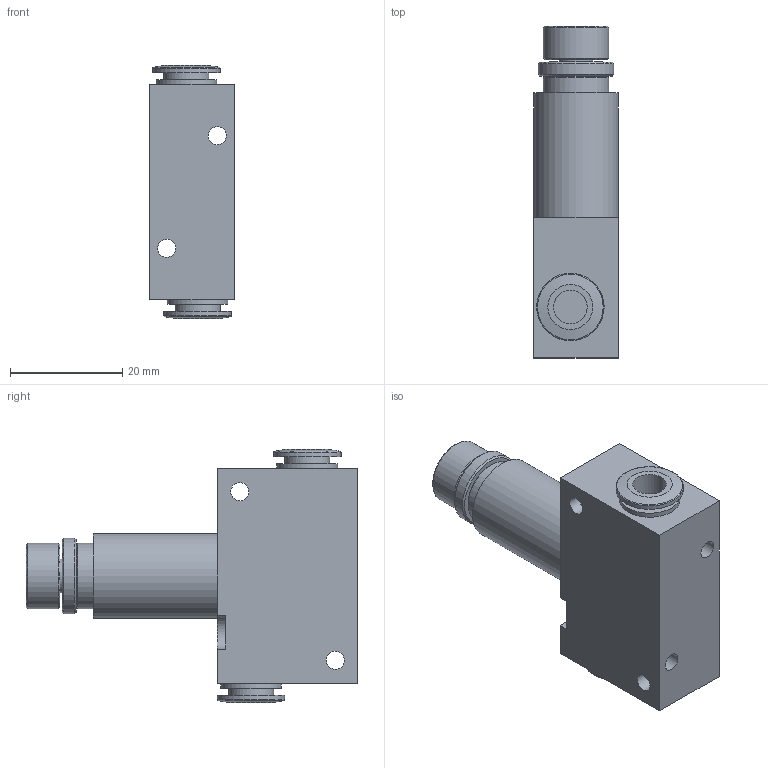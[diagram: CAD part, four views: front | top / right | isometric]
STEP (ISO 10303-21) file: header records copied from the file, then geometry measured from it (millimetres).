
FILE_DESCRIPTION( ( 'STEP AP214' ), ' ' );
FILE_NAME( '153541_LR-QS-6.stp', '2018-02-26T15:09:33', ( '' ), ( '' ), ' ', 'PARTsolutions', ' ' );
FILE_SCHEMA( ( 'AUTOMOTIVE_DESIGN { 1 0 10303 214 1 1 1 1 }' ) );
Length unit declared in the file: millimetre
Products named in the file (2): 153541 LR-QS-6 0; _153541 LR-QS-6---(0)-P1
Assembly tree (1 placements, depth 2):
  153541 LR-QS-6 0
    _153541 LR-QS-6---(0)-P1
Bounding box: 15 x 59 x 45 mm (x, y, z)
Volume: 18727.7 mm3; surface area: 7141.4 mm2
Topology: 1 solids, 1 shells, 54 faces, 110 edges, 70 vertices
Faces by surface type: plane 26, cylinder 19, cone 7, torus 2
Full cylindrical faces by diameter (mm): 3.2 x4, 6 x3, 8 x2, 10.8 x2, 11.7 x2, 12 x2, 13.5 x1, 15 x1
Entity records: 1760 total; most frequent: DIRECTION 242, CARTESIAN_POINT 206, ORIENTED_EDGE 164, AXIS2_PLACEMENT_3D 104, EDGE_LOOP 100, EDGE_CURVE 82, FACE_OUTER_BOUND 73, VERTEX_POINT 68
